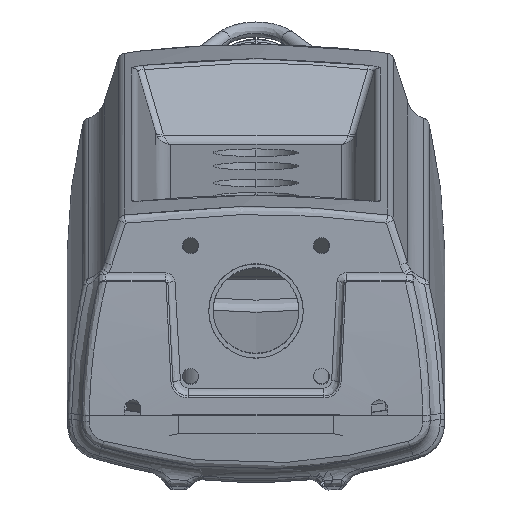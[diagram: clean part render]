
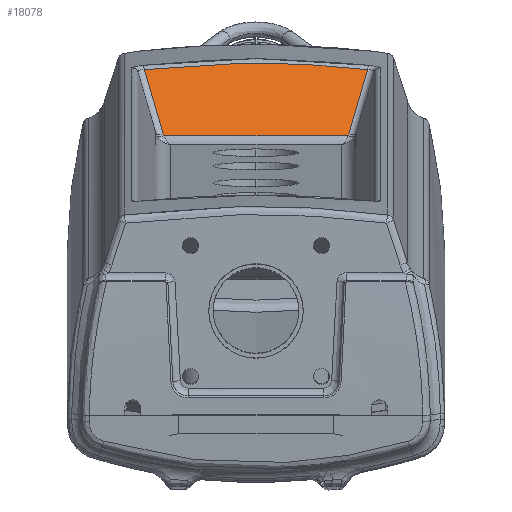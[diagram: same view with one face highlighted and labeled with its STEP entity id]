
A CAD part, front view. The second image highlights one B-rep face of the part: STEP entity #18078.
In plain terms, the highlighted planar face has unit normal (0, -0.906, 0.423).
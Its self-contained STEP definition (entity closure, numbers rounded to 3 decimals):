
#12184=CARTESIAN_POINT('Vertex',(-23.919,-21.221,199.04)) ;
#12242=CARTESIAN_POINT('Vertex',(23.919,-21.221,199.04)) ;
#14169=CARTESIAN_POINT('Vertex',(-24.099,-21.019,199.474)) ;
#14173=CARTESIAN_POINT('Control Point',(-24.099,-21.019,199.474)) ;
#14174=CARTESIAN_POINT('Control Point',(-24.072,-21.062,199.382)) ;
#14175=CARTESIAN_POINT('Control Point',(-24.018,-21.131,199.234)) ;
#14176=CARTESIAN_POINT('Control Point',(-23.948,-21.197,199.093)) ;
#14177=CARTESIAN_POINT('Control Point',(-23.919,-21.221,199.039)) ;
#14196=CARTESIAN_POINT('Line Origine',(-31.829,-21.221,199.04)) ;
#14240=CARTESIAN_POINT('Vertex',(24.099,-21.019,199.474)) ;
#14244=CARTESIAN_POINT('Control Point',(24.099,-21.019,199.474)) ;
#14245=CARTESIAN_POINT('Control Point',(24.09,-21.033,199.443)) ;
#14246=CARTESIAN_POINT('Control Point',(24.043,-21.103,199.293)) ;
#14247=CARTESIAN_POINT('Control Point',(23.979,-21.17,199.149)) ;
#14248=CARTESIAN_POINT('Control Point',(23.919,-21.221,199.04)) ;
#18002=CARTESIAN_POINT('Line Origine',(-29.941,-11.694,219.47)) ;
#18006=CARTESIAN_POINT('Vertex',(-28.977,-13.234,216.168)) ;
#18044=CARTESIAN_POINT('Axis2P3D Location',(31.,-11.949,218.923)) ;
#18049=CARTESIAN_POINT('Line Origine',(26.538,-17.126,207.821)) ;
#18053=CARTESIAN_POINT('Vertex',(28.977,-13.234,216.168)) ;
#18057=CARTESIAN_POINT('Control Point',(-28.977,-13.234,216.168)) ;
#18058=CARTESIAN_POINT('Control Point',(-23.888,-12.953,216.77)) ;
#18059=CARTESIAN_POINT('Control Point',(-18.781,-12.734,217.24)) ;
#18060=CARTESIAN_POINT('Control Point',(-13.662,-12.577,217.578)) ;
#18061=CARTESIAN_POINT('Control Point',(-3.407,-12.386,217.987)) ;
#18062=CARTESIAN_POINT('Control Point',(6.856,-12.444,217.862)) ;
#18063=CARTESIAN_POINT('Control Point',(11.977,-12.536,217.666)) ;
#18064=CARTESIAN_POINT('Control Point',(18.457,-12.73,217.249)) ;
#18065=CARTESIAN_POINT('Control Point',(24.913,-13.023,216.621)) ;
#18066=CARTESIAN_POINT('Control Point',(26.269,-13.089,216.479)) ;
#18067=CARTESIAN_POINT('Control Point',(27.624,-13.159,216.328)) ;
#18068=CARTESIAN_POINT('Control Point',(28.977,-13.234,216.168)) ;
#14197=DIRECTION('Vector Direction',(1.,0.,0.)) ;
#18003=DIRECTION('Vector Direction',(0.256,-0.409,-0.876)) ;
#18045=DIRECTION('Axis2P3D Direction',(0.,0.906,-0.423)) ;
#18046=DIRECTION('Axis2P3D XDirection',(0.,-0.423,-0.906)) ;
#18050=DIRECTION('Vector Direction',(-0.256,-0.409,-0.876)) ;
#18047=AXIS2_PLACEMENT_3D('Plane Axis2P3D',#18044,#18045,#18046) ;
#18071=ORIENTED_EDGE('',*,*,#18008,.F.) ;
#18072=ORIENTED_EDGE('',*,*,#14178,.T.) ;
#18073=ORIENTED_EDGE('',*,*,#14200,.F.) ;
#18074=ORIENTED_EDGE('',*,*,#14249,.T.) ;
#18075=ORIENTED_EDGE('',*,*,#18055,.F.) ;
#18076=ORIENTED_EDGE('',*,*,#18069,.F.) ;
#14198=VECTOR('Line Direction',#14197,1.) ;
#18004=VECTOR('Line Direction',#18003,1.) ;
#18051=VECTOR('Line Direction',#18050,1.) ;
#18078=ADVANCED_FACE('XACB08_01',(#18077),#18048,.F.) ;
#18056=B_SPLINE_CURVE_WITH_KNOTS('',5,(#18057,#18058,#18059,#18060,#18061,#18062,#18063,#18064,#18065,#18066,#18067,#18068),.UNSPECIFIED.,.F.,.U.,(6,3,3,6),(0.,36.291,72.563,82.214),.UNSPECIFIED.) ;
#14178=EDGE_CURVE('',#14170,#12185,#14172,.T.) ;
#14200=EDGE_CURVE('',#12243,#12185,#14199,.F.) ;
#14249=EDGE_CURVE('',#12243,#14241,#14243,.F.) ;
#18008=EDGE_CURVE('',#14170,#18007,#18005,.F.) ;
#18055=EDGE_CURVE('',#18054,#14241,#18052,.T.) ;
#18069=EDGE_CURVE('',#18007,#18054,#18056,.T.) ;
#18070=EDGE_LOOP('',(#18071,#18072,#18073,#18074,#18075,#18076)) ;
#18077=FACE_OUTER_BOUND('',#18070,.T.) ;
#14199=LINE('Line',#14196,#14198) ;
#18005=LINE('Line',#18002,#18004) ;
#18052=LINE('Line',#18049,#18051) ;
#18048=PLANE('',#18047) ;
#12185=VERTEX_POINT('',#12184) ;
#12243=VERTEX_POINT('',#12242) ;
#14170=VERTEX_POINT('',#14169) ;
#14241=VERTEX_POINT('',#14240) ;
#18007=VERTEX_POINT('',#18006) ;
#18054=VERTEX_POINT('',#18053) ;
#14172=(BOUNDED_CURVE()B_SPLINE_CURVE(3,(#14173,#14174,#14175,#14176,#14177),.UNSPECIFIED.,.F.,.U.)B_SPLINE_CURVE_WITH_KNOTS((4,1,4),(0.338,0.801,1.092),.UNSPECIFIED.)CURVE()GEOMETRIC_REPRESENTATION_ITEM()RATIONAL_B_SPLINE_CURVE((1.138,1.138,1.138,1.138,1.138))REPRESENTATION_ITEM('')) ;
#14243=(BOUNDED_CURVE()B_SPLINE_CURVE(3,(#14244,#14245,#14246,#14247,#14248),.UNSPECIFIED.,.F.,.U.)B_SPLINE_CURVE_WITH_KNOTS((4,1,4),(0.433,0.588,1.187),.UNSPECIFIED.)CURVE()GEOMETRIC_REPRESENTATION_ITEM()RATIONAL_B_SPLINE_CURVE((1.138,1.138,1.138,1.138,1.138))REPRESENTATION_ITEM('')) ;
